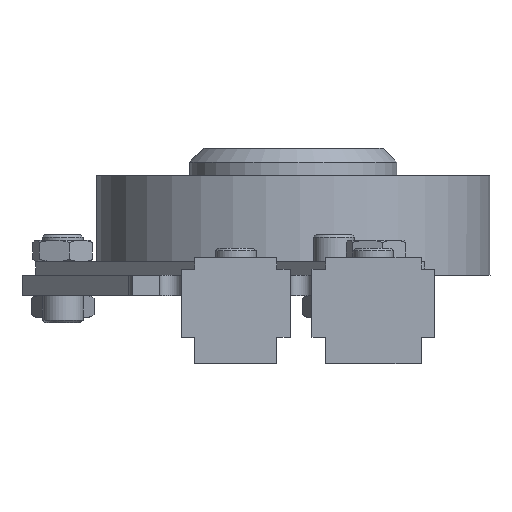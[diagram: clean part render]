
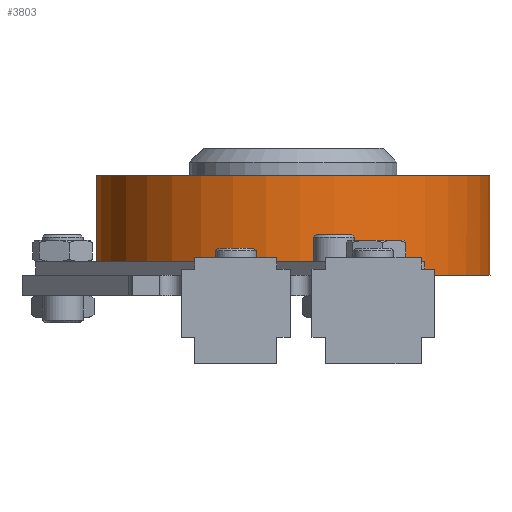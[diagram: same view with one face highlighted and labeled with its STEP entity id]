
A CAD part, left-side view. The second image highlights one B-rep face of the part: STEP entity #3803.
In plain terms, the highlighted cylindrical face has radius 14.5 mm (diameter 29 mm), a full revolution.
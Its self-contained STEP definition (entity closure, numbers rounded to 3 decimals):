
#266=CYLINDRICAL_SURFACE('',#4235,14.5);
#404=CIRCLE('',#4187,14.5);
#431=CIRCLE('',#4236,14.5);
#432=CIRCLE('',#4237,14.5);
#433=CIRCLE('',#4238,14.5);
#629=FACE_OUTER_BOUND('',#878,.T.);
#878=EDGE_LOOP('',(#3152,#3153,#3154,#3155,#3156,#3157,#3158,#3159));
#1228=LINE('',#6381,#1551);
#1229=LINE('',#6384,#1552);
#1230=LINE('',#6388,#1553);
#1551=VECTOR('',#5132,10.);
#1552=VECTOR('',#5135,14.5);
#1553=VECTOR('',#5138,10.);
#1820=VERTEX_POINT('',#6250);
#1863=VERTEX_POINT('',#6377);
#1864=VERTEX_POINT('',#6379);
#1865=VERTEX_POINT('',#6383);
#1866=VERTEX_POINT('',#6385);
#1867=VERTEX_POINT('',#6387);
#2256=EDGE_CURVE('',#1820,#1820,#404,.T.);
#2321=EDGE_CURVE('',#1863,#1864,#1228,.T.);
#2322=EDGE_CURVE('',#1820,#1865,#1229,.T.);
#2323=EDGE_CURVE('',#1866,#1865,#431,.T.);
#2324=EDGE_CURVE('',#1867,#1866,#1230,.T.);
#2325=EDGE_CURVE('',#1867,#1863,#432,.T.);
#2326=EDGE_CURVE('',#1865,#1864,#433,.T.);
#3152=ORIENTED_EDGE('',*,*,#2256,.F.);
#3153=ORIENTED_EDGE('',*,*,#2322,.T.);
#3154=ORIENTED_EDGE('',*,*,#2323,.F.);
#3155=ORIENTED_EDGE('',*,*,#2324,.F.);
#3156=ORIENTED_EDGE('',*,*,#2325,.T.);
#3157=ORIENTED_EDGE('',*,*,#2321,.T.);
#3158=ORIENTED_EDGE('',*,*,#2326,.F.);
#3159=ORIENTED_EDGE('',*,*,#2322,.F.);
#3803=ADVANCED_FACE('',(#629),#266,.T.);
#4187=AXIS2_PLACEMENT_3D('',#6251,#4998,#4999);
#4235=AXIS2_PLACEMENT_3D('',#6382,#5133,#5134);
#4236=AXIS2_PLACEMENT_3D('',#6386,#5136,#5137);
#4237=AXIS2_PLACEMENT_3D('',#6389,#5139,#5140);
#4238=AXIS2_PLACEMENT_3D('',#6390,#5141,#5142);
#4998=DIRECTION('center_axis',(0.,1.,0.));
#4999=DIRECTION('ref_axis',(-1.,0.,0.));
#5132=DIRECTION('',(0.,1.,0.));
#5133=DIRECTION('center_axis',(0.,1.,0.));
#5134=DIRECTION('ref_axis',(0.,0.,1.));
#5135=DIRECTION('',(0.,-1.,0.));
#5136=DIRECTION('center_axis',(0.,-1.,0.));
#5137=DIRECTION('ref_axis',(-1.,0.,0.));
#5138=DIRECTION('',(0.,1.,0.));
#5139=DIRECTION('center_axis',(0.,1.,0.));
#5140=DIRECTION('ref_axis',(0.,0.,1.));
#5141=DIRECTION('center_axis',(0.,-1.,0.));
#5142=DIRECTION('ref_axis',(-1.,0.,0.));
#6250=CARTESIAN_POINT('',(0.,7.35,-14.5));
#6251=CARTESIAN_POINT('Origin',(0.,7.35,0.));
#6377=CARTESIAN_POINT('',(11.633,0.,-8.656));
#6379=CARTESIAN_POINT('',(11.633,1.,-8.656));
#6381=CARTESIAN_POINT('',(11.633,0.,-8.656));
#6382=CARTESIAN_POINT('Origin',(0.,0.,0.));
#6383=CARTESIAN_POINT('',(0.,1.,-14.5));
#6384=CARTESIAN_POINT('',(0.,0.,-14.5));
#6385=CARTESIAN_POINT('',(0.,1.,14.5));
#6386=CARTESIAN_POINT('Origin',(0.,1.,0.));
#6387=CARTESIAN_POINT('',(0.,0.,14.5));
#6388=CARTESIAN_POINT('',(0.,0.,14.5));
#6389=CARTESIAN_POINT('Origin',(0.,0.,0.));
#6390=CARTESIAN_POINT('Origin',(0.,1.,0.));
